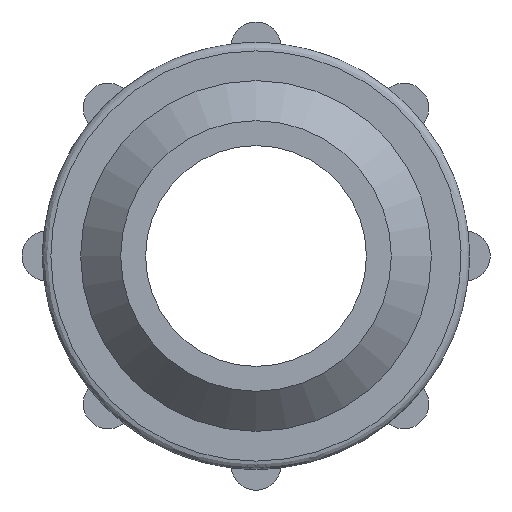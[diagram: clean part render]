
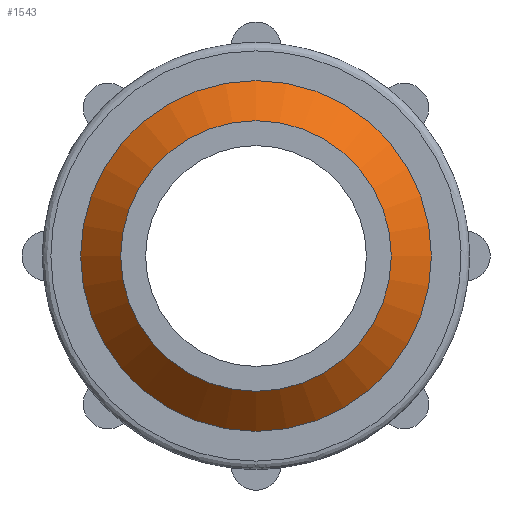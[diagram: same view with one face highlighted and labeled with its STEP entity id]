
A CAD part, left-side view. The second image highlights one B-rep face of the part: STEP entity #1543.
In plain terms, the highlighted conical face has half-angle 45 degrees and reference radius 40.833 mm.
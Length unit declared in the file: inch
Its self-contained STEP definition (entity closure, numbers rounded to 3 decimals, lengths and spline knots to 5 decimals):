
#70 = FACE_OUTER_BOUND ( 'NONE', #709, .T. ) ;
#156 = DIRECTION ( 'NONE',  ( 0., 0., -1. ) ) ;
#286 = CARTESIAN_POINT ( 'NONE',  ( 1.73228, 0., -1.24016 ) ) ;
#382 = AXIS2_PLACEMENT_3D ( 'NONE', #533, #971, #156 ) ;
#442 = EDGE_CURVE ( 'NONE', #486, #486, #558, .T. ) ;
#486 = VERTEX_POINT ( 'NONE', #286 ) ;
#533 = CARTESIAN_POINT ( 'NONE',  ( 2.09974, 0., 0. ) ) ;
#558 = CIRCLE ( 'NONE', #864, 1.24016 ) ;
#644 = CONICAL_SURFACE ( 'NONE', #382, 1.60761, 0.785 ) ;
#709 = EDGE_LOOP ( 'NONE', ( #928 ) ) ;
#752 = CIRCLE ( 'NONE', #1454, 1.60761 ) ;
#758 = DIRECTION ( 'NONE',  ( 0., 0., -1. ) ) ;
#778 = DIRECTION ( 'NONE',  ( -1., 0., 0. ) ) ;
#807 = CARTESIAN_POINT ( 'NONE',  ( 2.09974, 0., 0. ) ) ;
#859 = EDGE_CURVE ( 'NONE', #1488, #1488, #752, .T. ) ;
#864 = AXIS2_PLACEMENT_3D ( 'NONE', #1347, #1102, #1207 ) ;
#928 = ORIENTED_EDGE ( 'NONE', *, *, #859, .T. ) ;
#971 = DIRECTION ( 'NONE',  ( 1., 0., 0. ) ) ;
#995 = EDGE_LOOP ( 'NONE', ( #1083 ) ) ;
#1077 = FACE_BOUND ( 'NONE', #995, .T. ) ;
#1083 = ORIENTED_EDGE ( 'NONE', *, *, #442, .F. ) ;
#1102 = DIRECTION ( 'NONE',  ( -1., 0., 0. ) ) ;
#1207 = DIRECTION ( 'NONE',  ( 0., 0., -1. ) ) ;
#1315 = CARTESIAN_POINT ( 'NONE',  ( 2.09974, 0., -1.60761 ) ) ;
#1347 = CARTESIAN_POINT ( 'NONE',  ( 1.73228, 0., 0. ) ) ;
#1454 = AXIS2_PLACEMENT_3D ( 'NONE', #807, #778, #758 ) ;
#1488 = VERTEX_POINT ( 'NONE', #1315 ) ;
#1543 = ADVANCED_FACE ( 'NONE', ( #1077, #70 ), #644, .T. ) ;
